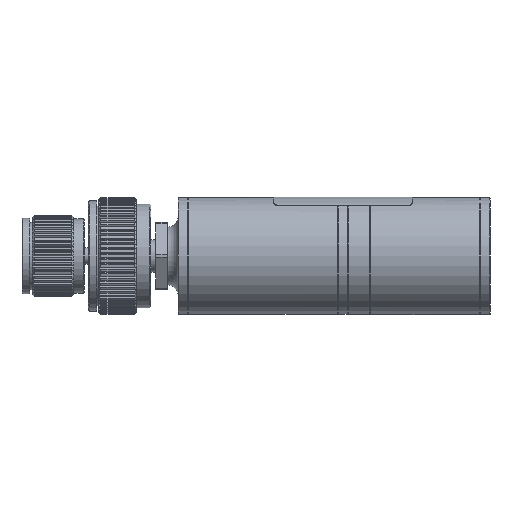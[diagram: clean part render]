
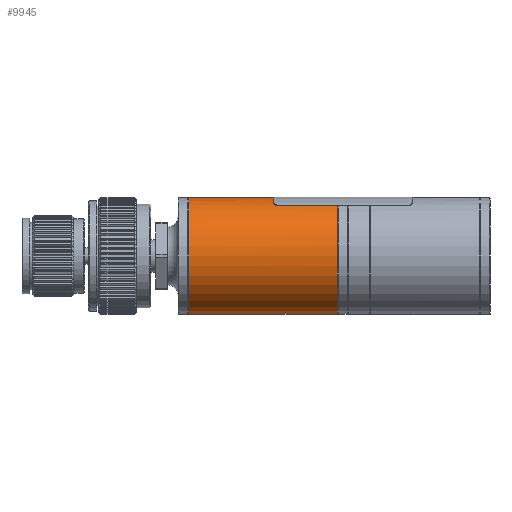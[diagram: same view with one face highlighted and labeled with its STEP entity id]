
A CAD part, front view. The second image highlights one B-rep face of the part: STEP entity #9945.
In plain terms, the highlighted cylindrical face has radius 14.984 mm (diameter 29.967 mm), a partial arc.
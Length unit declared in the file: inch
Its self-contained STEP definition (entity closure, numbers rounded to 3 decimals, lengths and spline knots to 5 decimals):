
#918 = CARTESIAN_POINT ( 'NONE',  ( 2.55045, -0.27973, 0.5194 ) ) ;
#1314 = LINE ( 'NONE', #55286, #12373 ) ;
#1453 = CARTESIAN_POINT ( 'NONE',  ( 2.5877, -0.3, 0.50793 ) ) ;
#3850 = CARTESIAN_POINT ( 'NONE',  ( 2.59116, -0.3, 0.50793 ) ) ;
#3998 = FACE_OUTER_BOUND ( 'NONE', #21601, .T. ) ;
#4852 = ORIENTED_EDGE ( 'NONE', *, *, #65285, .T. ) ;
#7059 = CARTESIAN_POINT ( 'NONE',  ( 2.54116, -0.25, 0.53432 ) ) ;
#7136 = ORIENTED_EDGE ( 'NONE', *, *, #50863, .T. ) ;
#8166 = CARTESIAN_POINT ( 'NONE',  ( 2.57743, -0.2982, 0.50899 ) ) ;
#8728 = VERTEX_POINT ( 'NONE', #64298 ) ;
#9945 = ADVANCED_FACE ( 'NONE', ( #3998 ), #76430, .T. ) ;
#11674 = EDGE_CURVE ( 'NONE', #64511, #8728, #74429, .T. ) ;
#12373 = VECTOR ( 'NONE', #54725, 39.37008 ) ;
#12543 = CARTESIAN_POINT ( 'NONE',  ( 4.72441, 0., 0.58991 ) ) ;
#13251 = ORIENTED_EDGE ( 'NONE', *, *, #78745, .T. ) ;
#13639 = AXIS2_PLACEMENT_3D ( 'NONE', #37477, #24269, #62220 ) ;
#14647 = CARTESIAN_POINT ( 'NONE',  ( 2.547, -0.27426, 0.52232 ) ) ;
#15877 = CARTESIAN_POINT ( 'NONE',  ( 4.72441, 0., 0. ) ) ;
#16472 = VECTOR ( 'NONE', #65463, 39.37008 ) ;
#17160 = CARTESIAN_POINT ( 'NONE',  ( 3.18311, 0., -0.58991 ) ) ;
#18157 = CARTESIAN_POINT ( 'NONE',  ( 1.6798, 0., 0.58991 ) ) ;
#19248 = CARTESIAN_POINT ( 'NONE',  ( 2.54116, 0., 0.58991 ) ) ;
#19704 = CARTESIAN_POINT ( 'NONE',  ( 2.55932, -0.28909, 0.51425 ) ) ;
#19973 = CARTESIAN_POINT ( 'NONE',  ( 2.56479, -0.29302, 0.512 ) ) ;
#21601 = EDGE_LOOP ( 'NONE', ( #23130, #78180, #7136, #37041, #71849, #4852, #13251 ) ) ;
#23130 = ORIENTED_EDGE ( 'NONE', *, *, #60121, .F. ) ;
#24269 = DIRECTION ( 'NONE',  ( -1., 0., 0. ) ) ;
#25048 = CARTESIAN_POINT ( 'NONE',  ( 3.18311, 0., 0. ) ) ;
#25726 = AXIS2_PLACEMENT_3D ( 'NONE', #25048, #76811, #50325 ) ;
#26683 = CARTESIAN_POINT ( 'NONE',  ( 2.58417, -0.29963, 0.50815 ) ) ;
#27158 = CARTESIAN_POINT ( 'NONE',  ( 2.54116, -0.25, 0.53432 ) ) ;
#27251 = CARTESIAN_POINT ( 'NONE',  ( 2.59116, -0.3, 0.50793 ) ) ;
#27345 = B_SPLINE_CURVE_WITH_KNOTS ( 'NONE', 3,
 ( #27251, #1453, #26683, #8166, #53118, #19973, #19704, #918, #14647, #77628, #64932, #7059 ),
 .UNSPECIFIED., .F., .F.,
 ( 4, 2, 2, 2, 2, 4 ),
 ( 0.00625, 0.00652, 0.00678, 0.0073, 0.00783, 0.00836 ),
 .UNSPECIFIED. ) ;
#31202 = EDGE_CURVE ( 'NONE', #46540, #46786, #42969, .T. ) ;
#32159 = DIRECTION ( 'NONE',  ( 1., 0., 0. ) ) ;
#32414 = AXIS2_PLACEMENT_3D ( 'NONE', #15877, #60289, #35560 ) ;
#35560 = DIRECTION ( 'NONE',  ( 0., 0., -1. ) ) ;
#36474 = DIRECTION ( 'NONE',  ( 1., 0., 0. ) ) ;
#37041 = ORIENTED_EDGE ( 'NONE', *, *, #31202, .F. ) ;
#37477 = CARTESIAN_POINT ( 'NONE',  ( 2.54116, 0., 0. ) ) ;
#42138 = AXIS2_PLACEMENT_3D ( 'NONE', #76108, #36474, #75001 ) ;
#42969 = CIRCLE ( 'NONE', #25726, 0.58991 ) ;
#45818 = CARTESIAN_POINT ( 'NONE',  ( 4.72441, -0.3, 0.50793 ) ) ;
#46540 = VERTEX_POINT ( 'NONE', #83255 ) ;
#46750 = VECTOR ( 'NONE', #32159, 39.37008 ) ;
#46786 = VERTEX_POINT ( 'NONE', #17160 ) ;
#47739 = CIRCLE ( 'NONE', #13639, 0.58991 ) ;
#48754 = LINE ( 'NONE', #12543, #46750 ) ;
#48901 = EDGE_CURVE ( 'NONE', #46540, #62849, #72782, .T. ) ;
#49297 = VERTEX_POINT ( 'NONE', #27158 ) ;
#50325 = DIRECTION ( 'NONE',  ( 0., 0., -1. ) ) ;
#50863 = EDGE_CURVE ( 'NONE', #8728, #46786, #1314, .T. ) ;
#51479 = VERTEX_POINT ( 'NONE', #19248 ) ;
#53118 = CARTESIAN_POINT ( 'NONE',  ( 2.57415, -0.29714, 0.50961 ) ) ;
#54725 = DIRECTION ( 'NONE',  ( 1., 0., 0. ) ) ;
#55286 = CARTESIAN_POINT ( 'NONE',  ( 4.72441, 0., -0.58991 ) ) ;
#60121 = EDGE_CURVE ( 'NONE', #64511, #51479, #48754, .T. ) ;
#60289 = DIRECTION ( 'NONE',  ( 1., 0., 0. ) ) ;
#62220 = DIRECTION ( 'NONE',  ( 0., 0., -1. ) ) ;
#62849 = VERTEX_POINT ( 'NONE', #3850 ) ;
#64298 = CARTESIAN_POINT ( 'NONE',  ( 1.6798, 0., -0.58991 ) ) ;
#64511 = VERTEX_POINT ( 'NONE', #18157 ) ;
#64932 = CARTESIAN_POINT ( 'NONE',  ( 2.54116, -0.25634, 0.53135 ) ) ;
#65285 = EDGE_CURVE ( 'NONE', #62849, #49297, #27345, .T. ) ;
#65463 = DIRECTION ( 'NONE',  ( -1., 0., 0. ) ) ;
#71849 = ORIENTED_EDGE ( 'NONE', *, *, #48901, .T. ) ;
#72782 = LINE ( 'NONE', #45818, #16472 ) ;
#74429 = CIRCLE ( 'NONE', #42138, 0.58991 ) ;
#75001 = DIRECTION ( 'NONE',  ( 0., 0., -1. ) ) ;
#76108 = CARTESIAN_POINT ( 'NONE',  ( 1.6798, 0., 0. ) ) ;
#76430 = CYLINDRICAL_SURFACE ( 'NONE', #32414, 0.58991 ) ;
#76811 = DIRECTION ( 'NONE',  ( 1., 0., 0. ) ) ;
#77628 = CARTESIAN_POINT ( 'NONE',  ( 2.54238, -0.26262, 0.52827 ) ) ;
#78180 = ORIENTED_EDGE ( 'NONE', *, *, #11674, .T. ) ;
#78745 = EDGE_CURVE ( 'NONE', #49297, #51479, #47739, .T. ) ;
#83255 = CARTESIAN_POINT ( 'NONE',  ( 3.18311, -0.3, 0.50793 ) ) ;
